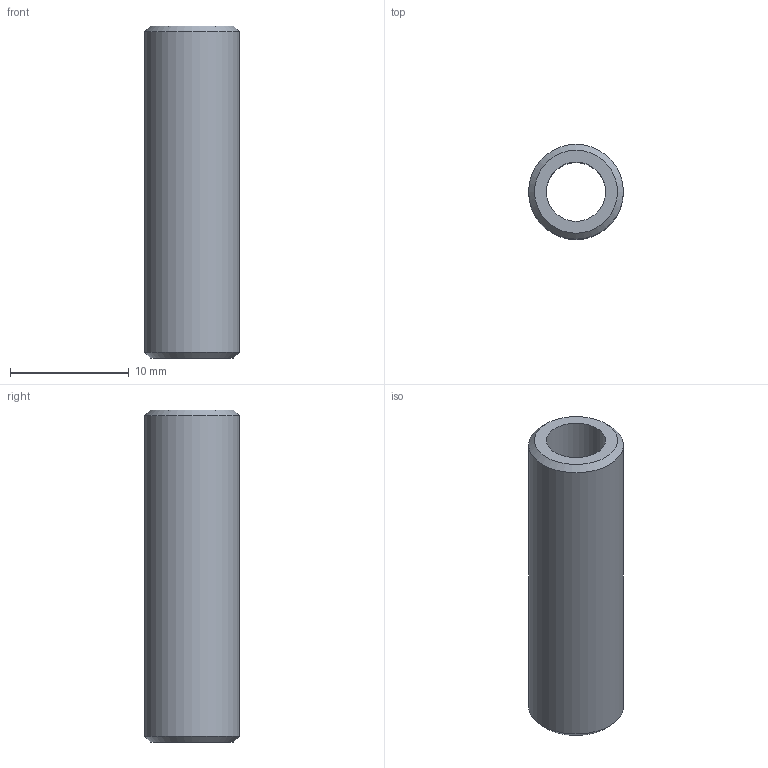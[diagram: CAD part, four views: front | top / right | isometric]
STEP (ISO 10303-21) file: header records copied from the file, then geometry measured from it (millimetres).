
FILE_DESCRIPTION(/* description */ ('CASQUILLO SUPLEMENTO TRASMISION'),/* implementation_level */ '2;1');
FILE_NAME(/* name */ 'C04H040004-PTFE-tube-hotend.stp',/* time_stamp */ '2014-12-22T16:14:28+01:00',/* author */ ('MARCHA TECHNOLOGY'),/* organization */ ('MARCHA TECHNOLOGY'),/* preprocessor_version */ 'ST-DEVELOPER v15.6',/* originating_system */ 'Autodesk Inventor 2015',/* authorisation */ '');
FILE_SCHEMA (('CONFIG_CONTROL_DESIGN'));
Length unit declared in the file: millimetre
Products named in the file (1): C04H040004-PTFE-tube-hotend
Bounding box: 8 x 8 x 28 mm (x, y, z)
Volume: 851.6 mm3; surface area: 1189.4 mm2
Topology: 1 solids, 1 shells, 6 faces, 10 edges, 6 vertices
Faces by surface type: cone 2, cylinder 2, plane 2
Full cylindrical faces by diameter (mm): 5 x1, 8 x1
Entity records: 152 total; most frequent: DIRECTION 26, CARTESIAN_POINT 19, AXIS2_PLACEMENT_3D 13, EDGE_LOOP 12, ORIENTED_EDGE 12, FACE_BOUND 6, FACE_OUTER_BOUND 6, CIRCLE 6
